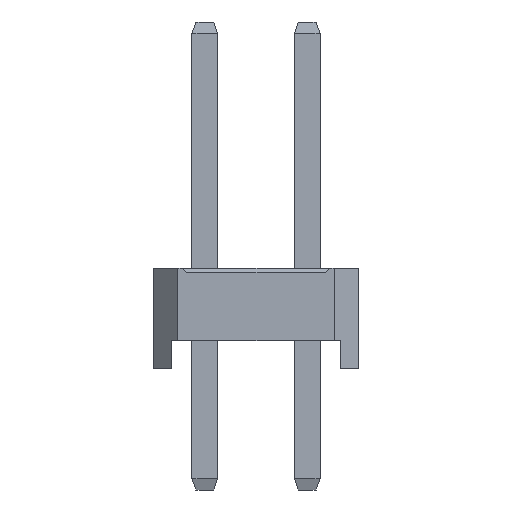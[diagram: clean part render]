
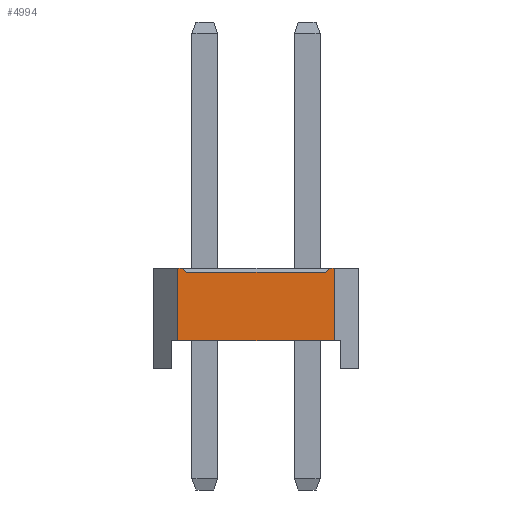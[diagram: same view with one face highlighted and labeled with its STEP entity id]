
A CAD part, left-side view. The second image highlights one B-rep face of the part: STEP entity #4994.
In plain terms, the highlighted planar face has unit normal (-1, 0, 0).
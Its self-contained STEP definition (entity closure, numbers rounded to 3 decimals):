
#4994=ADVANCED_FACE('',(#20372),#20374,.T.);
#20372=FACE_BOUND('',#20373,.T.);
#20373=EDGE_LOOP('',(#32393,#32394,#32395,#32396,#32397,#32398,#32399,#32400));
#20374=PLANE('',#20375);
#20375=AXIS2_PLACEMENT_3D('',#20376,#20377,#20378);
#20376=CARTESIAN_POINT('',(-1.27,3.21,0.));
#20377=DIRECTION('',(-1.,0.,0.));
#20378=DIRECTION('',(0.,-1.,0.));
#32393=ORIENTED_EDGE('',*,*,#39874,.F.);
#32394=ORIENTED_EDGE('',*,*,#39875,.T.);
#32395=ORIENTED_EDGE('',*,*,#39876,.F.);
#32396=ORIENTED_EDGE('',*,*,#38248,.F.);
#32397=ORIENTED_EDGE('',*,*,#39877,.F.);
#32398=ORIENTED_EDGE('',*,*,#37652,.T.);
#32399=ORIENTED_EDGE('',*,*,#39873,.T.);
#32400=ORIENTED_EDGE('',*,*,#38252,.F.);
#37652=EDGE_CURVE('',#41944,#41942,#41945,.T.);
#38248=EDGE_CURVE('',#43134,#43136,#43137,.T.);
#38252=EDGE_CURVE('',#43142,#43144,#43145,.T.);
#39873=EDGE_CURVE('',#41942,#43144,#45837,.T.);
#39874=EDGE_CURVE('',#45838,#43142,#45839,.F.);
#39875=EDGE_CURVE('',#45838,#45840,#45841,.T.);
#39876=EDGE_CURVE('',#43136,#45840,#45842,.F.);
#39877=EDGE_CURVE('',#41944,#43134,#45843,.T.);
#41942=VERTEX_POINT('',#48906);
#41944=VERTEX_POINT('',#48910);
#41945=LINE('',#48911,#48912);
#43134=VERTEX_POINT('',#51290);
#43136=VERTEX_POINT('',#51294);
#43137=LINE('',#51295,#51296);
#43142=VERTEX_POINT('',#51306);
#43144=VERTEX_POINT('',#51310);
#43145=LINE('',#51311,#51312);
#45837=LINE('',#57245,#57246);
#45838=VERTEX_POINT('',#57248);
#45839=LINE('',#57249,#57250);
#45840=VERTEX_POINT('',#57252);
#45841=LINE('',#57253,#57254);
#45842=LINE('',#57256,#57257);
#45843=LINE('',#57259,#57260);
#48906=CARTESIAN_POINT('',(-1.27,-0.67,0.7));
#48910=CARTESIAN_POINT('',(-1.27,3.21,0.7));
#48911=CARTESIAN_POINT('',(-1.27,3.21,0.7));
#48912=VECTOR('',#48913,1.);
#48913=DIRECTION('',(0.,-1.,0.));
#51290=CARTESIAN_POINT('',(-1.27,3.21,2.5));
#51294=CARTESIAN_POINT('',(-1.27,3.09,2.5));
#51295=CARTESIAN_POINT('',(-1.27,3.21,2.5));
#51296=VECTOR('',#51297,1.);
#51297=DIRECTION('',(0.,-1.,0.));
#51306=CARTESIAN_POINT('',(-1.27,-0.55,2.5));
#51310=CARTESIAN_POINT('',(-1.27,-0.67,2.5));
#51311=CARTESIAN_POINT('',(-1.27,-0.55,2.5));
#51312=VECTOR('',#51313,1.);
#51313=DIRECTION('',(0.,-1.,0.));
#57245=CARTESIAN_POINT('',(-1.27,-0.67,0.7));
#57246=VECTOR('',#57247,1.);
#57247=DIRECTION('',(0.,0.,1.));
#57248=CARTESIAN_POINT('',(-1.27,-0.45,2.4));
#57249=CARTESIAN_POINT('',(-1.27,-0.55,2.5));
#57250=VECTOR('',#57251,1.);
#57251=DIRECTION('',(0.,0.707,-0.707));
#57252=CARTESIAN_POINT('',(-1.27,2.99,2.4));
#57253=CARTESIAN_POINT('',(-1.27,-0.45,2.4));
#57254=VECTOR('',#57255,1.);
#57255=DIRECTION('',(0.,1.,0.));
#57256=CARTESIAN_POINT('',(-1.27,2.99,2.4));
#57257=VECTOR('',#57258,1.);
#57258=DIRECTION('',(0.,0.707,0.707));
#57259=CARTESIAN_POINT('',(-1.27,3.21,0.7));
#57260=VECTOR('',#57261,1.);
#57261=DIRECTION('',(0.,0.,1.));
